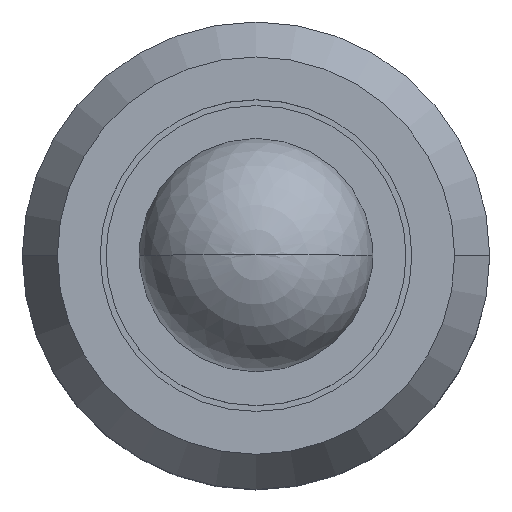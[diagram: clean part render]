
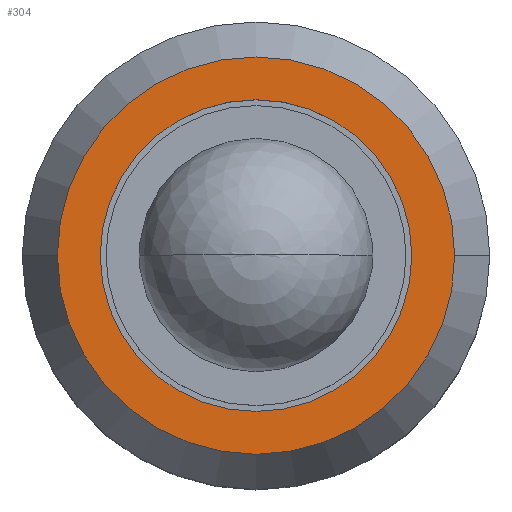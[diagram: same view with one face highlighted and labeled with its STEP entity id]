
A CAD part, top view. The second image highlights one B-rep face of the part: STEP entity #304.
In plain terms, the highlighted planar face has unit normal (0, 0, 1).
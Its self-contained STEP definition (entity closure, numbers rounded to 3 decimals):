
#170=VERTEX_POINT('',#440);
#260=VERTEX_POINT('',#540);
#282=EDGE_CURVE('',#170,#260,#564,.T.);
#304=ADVANCED_FACE('',(#593,#594),#595,.T.);
#312=EDGE_CURVE('',#376,#372,#604,.T.);
#342=EDGE_CURVE('',#260,#170,#638,.T.);
#362=EDGE_CURVE('',#372,#376,#659,.T.);
#372=VERTEX_POINT('',#670);
#376=VERTEX_POINT('',#674);
#440=CARTESIAN_POINT('',(5.1,0.,0.));
#540=CARTESIAN_POINT('',(-5.1,0.,0.));
#564=CIRCLE('',#901,5.1);
#593=FACE_BOUND('',#930,.T.);
#594=FACE_OUTER_BOUND('',#931,.T.);
#595=PLANE('',#932);
#604=CIRCLE('',#946,4.0);
#638=CIRCLE('',#990,5.1);
#659=CIRCLE('',#1018,4.0);
#670=CARTESIAN_POINT('',(4.0,0.,0.));
#674=CARTESIAN_POINT('',(-4.0,0.,0.));
#901=AXIS2_PLACEMENT_3D('',#1257,#1258,#1259);
#930=EDGE_LOOP('',(#1305,#1306));
#931=EDGE_LOOP('',(#1307,#1308));
#932=AXIS2_PLACEMENT_3D('',#1309,#1310,#1311);
#946=AXIS2_PLACEMENT_3D('',#1320,#1321,#1322);
#990=AXIS2_PLACEMENT_3D('',#1360,#1361,#1362);
#1018=AXIS2_PLACEMENT_3D('',#1379,#1380,#1381);
#1257=CARTESIAN_POINT('',(0.,0.,0.));
#1258=DIRECTION('',(0.0,0.0,1.0));
#1259=DIRECTION('',(-1.0,0.,0.0));
#1305=ORIENTED_EDGE('',*,*,#312,.F.);
#1306=ORIENTED_EDGE('',*,*,#362,.F.);
#1307=ORIENTED_EDGE('',*,*,#342,.T.);
#1308=ORIENTED_EDGE('',*,*,#282,.T.);
#1309=CARTESIAN_POINT('',(-4.55,0.,0.));
#1310=DIRECTION('',(0.0,0.0,1.0));
#1311=DIRECTION('',(-1.0,0.,0.0));
#1320=CARTESIAN_POINT('',(0.,0.,0.));
#1321=DIRECTION('',(0.0,0.0,1.0));
#1322=DIRECTION('',(-1.0,0.,0.0));
#1360=CARTESIAN_POINT('',(0.,0.,0.));
#1361=DIRECTION('',(0.0,0.0,1.0));
#1362=DIRECTION('',(-1.0,0.,0.0));
#1379=CARTESIAN_POINT('',(0.,0.,0.));
#1380=DIRECTION('',(0.0,0.0,1.0));
#1381=DIRECTION('',(-1.0,0.,0.0));
